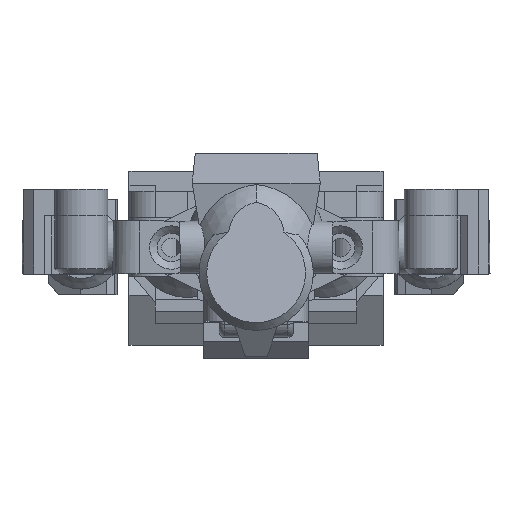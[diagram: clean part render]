
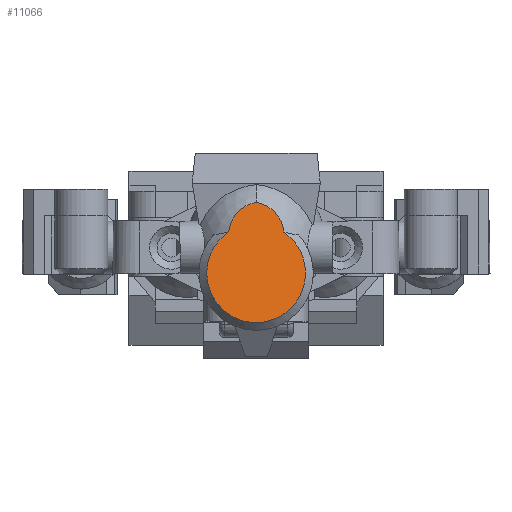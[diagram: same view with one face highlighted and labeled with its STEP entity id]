
A CAD part, top view. The second image highlights one B-rep face of the part: STEP entity #11066.
In plain terms, the highlighted planar face has unit normal (0, 0.174, 0.985).
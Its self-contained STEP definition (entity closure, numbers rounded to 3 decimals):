
#148=B_SPLINE_CURVE_WITH_KNOTS('',3,(#16478,#16479,#16480,#16481,#16482,
#16483,#16484,#16485,#16486,#16487),.UNSPECIFIED.,.F.,.F.,(4,1,1,1,1,1,
1,4),(-5.686,-4.958,-4.23,-3.502,
-2.775,-2.047,-1.319,-0.591),
 .UNSPECIFIED.);
#436=PLANE('',#11825);
#1021=FACE_OUTER_BOUND('',#1670,.T.);
#1670=EDGE_LOOP('',(#7779,#7780,#7781));
#4564=CIRCLE('',#11826,3.171);
#4565=CIRCLE('',#11827,3.171);
#5020=VERTEX_POINT('',#16457);
#5021=VERTEX_POINT('',#16477);
#5023=VERTEX_POINT('',#16554);
#6096=EDGE_CURVE('',#5020,#5021,#148,.T.);
#6099=EDGE_CURVE('',#5021,#5023,#4564,.T.);
#6100=EDGE_CURVE('',#5020,#5023,#4565,.T.);
#7779=ORIENTED_EDGE('',*,*,#6099,.F.);
#7780=ORIENTED_EDGE('',*,*,#6096,.F.);
#7781=ORIENTED_EDGE('',*,*,#6100,.T.);
#11066=ADVANCED_FACE('',(#1021),#436,.T.);
#11825=AXIS2_PLACEMENT_3D('',#16553,#13040,#13041);
#11826=AXIS2_PLACEMENT_3D('',#16555,#13042,#13043);
#11827=AXIS2_PLACEMENT_3D('',#16556,#13044,#13045);
#13040=DIRECTION('center_axis',(0.,0.174,
0.985));
#13041=DIRECTION('ref_axis',(1.,0.,0.));
#13042=DIRECTION('center_axis',(0.,-0.174,
-0.985));
#13043=DIRECTION('ref_axis',(0.,0.985,-0.174));
#13044=DIRECTION('center_axis',(0.,0.174,
0.985));
#13045=DIRECTION('ref_axis',(0.,0.985,-0.174));
#16457=CARTESIAN_POINT('',(2.602,1.325,35.776));
#16477=CARTESIAN_POINT('',(-2.601,1.341,35.773));
#16478=CARTESIAN_POINT('Ctrl Pts',(2.602,1.325,35.776));
#16479=CARTESIAN_POINT('Ctrl Pts',(3.537,0.689,35.888));
#16480=CARTESIAN_POINT('Ctrl Pts',(4.932,-1.299,36.239));
#16481=CARTESIAN_POINT('Ctrl Pts',(4.497,-4.933,36.879));
#16482=CARTESIAN_POINT('Ctrl Pts',(1.778,-7.34,37.304));
#16483=CARTESIAN_POINT('Ctrl Pts',(-1.828,-7.325,37.301));
#16484=CARTESIAN_POINT('Ctrl Pts',(-4.538,-4.908,
36.875));
#16485=CARTESIAN_POINT('Ctrl Pts',(-4.943,-1.268,
36.233));
#16486=CARTESIAN_POINT('Ctrl Pts',(-3.54,0.711,35.884));
#16487=CARTESIAN_POINT('Ctrl Pts',(-2.601,1.341,35.773));
#16553=CARTESIAN_POINT('Origin',(0.,1.559,
35.735));
#16554=CARTESIAN_POINT('',(0.,4.132,35.281));
#16555=CARTESIAN_POINT('Origin',(0.557,1.057,35.823));
#16556=CARTESIAN_POINT('Origin',(-0.557,1.057,35.823));
